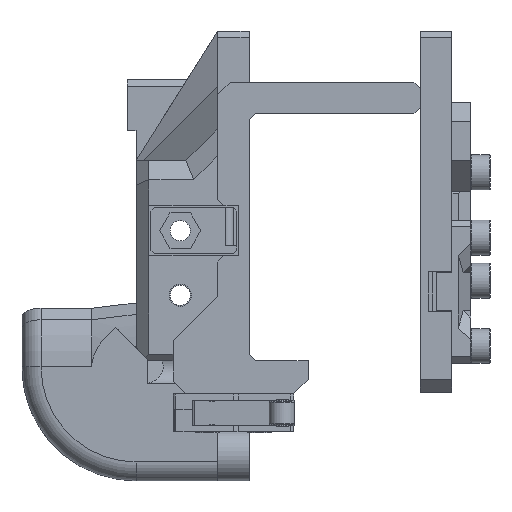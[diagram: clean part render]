
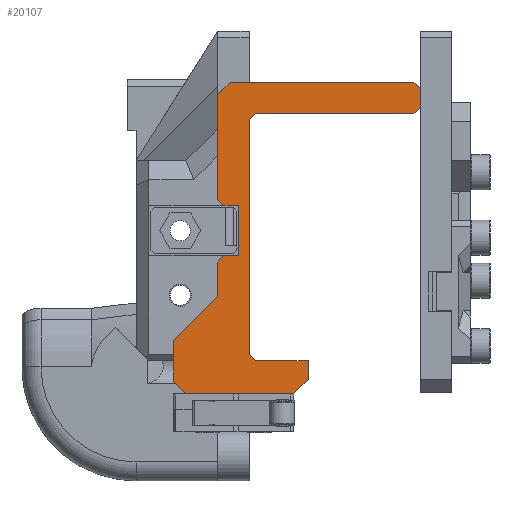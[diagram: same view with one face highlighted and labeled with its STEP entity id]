
A CAD part, left-side view. The second image highlights one B-rep face of the part: STEP entity #20107.
In plain terms, the highlighted planar face has unit normal (-1, 0, 0).
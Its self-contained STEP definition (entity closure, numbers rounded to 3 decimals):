
#950=PLANE('',#21391);
#1913=FACE_OUTER_BOUND('',#3041,.T.);
#3041=EDGE_LOOP('',(#16185,#16186,#16187,#16188,#16189,#16190,#16191,#16192,
#16193,#16194,#16195,#16196,#16197,#16198,#16199,#16200,#16201,#16202,#16203,
#16204,#16205,#16206,#16207));
#4764=LINE('',#31187,#7204);
#4770=LINE('',#31210,#7210);
#4772=LINE('',#31214,#7212);
#4773=LINE('',#31216,#7213);
#4774=LINE('',#31218,#7214);
#4775=LINE('',#31220,#7215);
#4776=LINE('',#31222,#7216);
#4777=LINE('',#31224,#7217);
#4778=LINE('',#31226,#7218);
#4779=LINE('',#31228,#7219);
#4780=LINE('',#31230,#7220);
#4781=LINE('',#31232,#7221);
#4782=LINE('',#31234,#7222);
#4783=LINE('',#31236,#7223);
#4784=LINE('',#31238,#7224);
#4785=LINE('',#31240,#7225);
#4786=LINE('',#31242,#7226);
#4787=LINE('',#31244,#7227);
#4788=LINE('',#31246,#7228);
#4789=LINE('',#31248,#7229);
#4790=LINE('',#31250,#7230);
#4791=LINE('',#31251,#7231);
#4792=LINE('',#31252,#7232);
#7204=VECTOR('',#24296,10.);
#7210=VECTOR('',#24320,10.);
#7212=VECTOR('',#24324,10.);
#7213=VECTOR('',#24325,10.);
#7214=VECTOR('',#24326,10.);
#7215=VECTOR('',#24327,10.);
#7216=VECTOR('',#24328,10.);
#7217=VECTOR('',#24329,10.);
#7218=VECTOR('',#24330,10.);
#7219=VECTOR('',#24331,10.);
#7220=VECTOR('',#24332,10.);
#7221=VECTOR('',#24333,10.);
#7222=VECTOR('',#24334,10.);
#7223=VECTOR('',#24335,10.);
#7224=VECTOR('',#24336,10.);
#7225=VECTOR('',#24337,10.);
#7226=VECTOR('',#24338,10.);
#7227=VECTOR('',#24339,10.);
#7228=VECTOR('',#24340,10.);
#7229=VECTOR('',#24341,10.);
#7230=VECTOR('',#24342,10.);
#7231=VECTOR('',#24343,10.);
#7232=VECTOR('',#24344,10.);
#9700=VERTEX_POINT('',#31181);
#9702=VERTEX_POINT('',#31185);
#9709=VERTEX_POINT('',#31207);
#9710=VERTEX_POINT('',#31209);
#9711=VERTEX_POINT('',#31213);
#9712=VERTEX_POINT('',#31215);
#9713=VERTEX_POINT('',#31217);
#9714=VERTEX_POINT('',#31219);
#9715=VERTEX_POINT('',#31221);
#9716=VERTEX_POINT('',#31223);
#9717=VERTEX_POINT('',#31225);
#9718=VERTEX_POINT('',#31227);
#9719=VERTEX_POINT('',#31229);
#9720=VERTEX_POINT('',#31231);
#9721=VERTEX_POINT('',#31233);
#9722=VERTEX_POINT('',#31235);
#9723=VERTEX_POINT('',#31237);
#9724=VERTEX_POINT('',#31239);
#9725=VERTEX_POINT('',#31241);
#9726=VERTEX_POINT('',#31243);
#9727=VERTEX_POINT('',#31245);
#9728=VERTEX_POINT('',#31247);
#9729=VERTEX_POINT('',#31249);
#12030=EDGE_CURVE('',#9700,#9702,#4764,.T.);
#12040=EDGE_CURVE('',#9710,#9709,#4770,.T.);
#12042=EDGE_CURVE('',#9711,#9709,#4772,.T.);
#12043=EDGE_CURVE('',#9712,#9711,#4773,.T.);
#12044=EDGE_CURVE('',#9712,#9713,#4774,.T.);
#12045=EDGE_CURVE('',#9714,#9713,#4775,.T.);
#12046=EDGE_CURVE('',#9714,#9715,#4776,.T.);
#12047=EDGE_CURVE('',#9716,#9715,#4777,.T.);
#12048=EDGE_CURVE('',#9717,#9716,#4778,.T.);
#12049=EDGE_CURVE('',#9718,#9717,#4779,.T.);
#12050=EDGE_CURVE('',#9719,#9718,#4780,.T.);
#12051=EDGE_CURVE('',#9720,#9719,#4781,.T.);
#12052=EDGE_CURVE('',#9720,#9721,#4782,.T.);
#12053=EDGE_CURVE('',#9722,#9721,#4783,.T.);
#12054=EDGE_CURVE('',#9722,#9723,#4784,.T.);
#12055=EDGE_CURVE('',#9723,#9724,#4785,.T.);
#12056=EDGE_CURVE('',#9724,#9725,#4786,.T.);
#12057=EDGE_CURVE('',#9726,#9725,#4787,.T.);
#12058=EDGE_CURVE('',#9726,#9727,#4788,.T.);
#12059=EDGE_CURVE('',#9728,#9727,#4789,.T.);
#12060=EDGE_CURVE('',#9729,#9728,#4790,.T.);
#12061=EDGE_CURVE('',#9700,#9729,#4791,.T.);
#12062=EDGE_CURVE('',#9702,#9710,#4792,.T.);
#16185=ORIENTED_EDGE('',*,*,#12040,.T.);
#16186=ORIENTED_EDGE('',*,*,#12042,.F.);
#16187=ORIENTED_EDGE('',*,*,#12043,.F.);
#16188=ORIENTED_EDGE('',*,*,#12044,.T.);
#16189=ORIENTED_EDGE('',*,*,#12045,.F.);
#16190=ORIENTED_EDGE('',*,*,#12046,.T.);
#16191=ORIENTED_EDGE('',*,*,#12047,.F.);
#16192=ORIENTED_EDGE('',*,*,#12048,.F.);
#16193=ORIENTED_EDGE('',*,*,#12049,.F.);
#16194=ORIENTED_EDGE('',*,*,#12050,.F.);
#16195=ORIENTED_EDGE('',*,*,#12051,.F.);
#16196=ORIENTED_EDGE('',*,*,#12052,.T.);
#16197=ORIENTED_EDGE('',*,*,#12053,.F.);
#16198=ORIENTED_EDGE('',*,*,#12054,.T.);
#16199=ORIENTED_EDGE('',*,*,#12055,.T.);
#16200=ORIENTED_EDGE('',*,*,#12056,.T.);
#16201=ORIENTED_EDGE('',*,*,#12057,.F.);
#16202=ORIENTED_EDGE('',*,*,#12058,.T.);
#16203=ORIENTED_EDGE('',*,*,#12059,.F.);
#16204=ORIENTED_EDGE('',*,*,#12060,.F.);
#16205=ORIENTED_EDGE('',*,*,#12061,.F.);
#16206=ORIENTED_EDGE('',*,*,#12030,.T.);
#16207=ORIENTED_EDGE('',*,*,#12062,.T.);
#20107=ADVANCED_FACE('',(#1913),#950,.T.);
#21391=AXIS2_PLACEMENT_3D('',#31212,#24322,#24323);
#24296=DIRECTION('',(0.,-1.,0.));
#24320=DIRECTION('',(0.,0.,1.));
#24322=DIRECTION('center_axis',(-1.,0.,0.));
#24323=DIRECTION('ref_axis',(0.,-1.,0.));
#24324=DIRECTION('',(0.,-1.,0.));
#24325=DIRECTION('',(0.,-0.707,-0.707));
#24326=DIRECTION('',(0.,0.,1.));
#24327=DIRECTION('',(0.,0.707,-0.707));
#24328=DIRECTION('',(0.,-1.,0.));
#24329=DIRECTION('',(0.,0.707,-0.707));
#24330=DIRECTION('',(0.,0.,-1.));
#24331=DIRECTION('',(0.,-0.707,-0.707));
#24332=DIRECTION('',(0.,-1.,0.));
#24333=DIRECTION('',(0.,-0.707,0.707));
#24334=DIRECTION('',(0.,0.,-1.));
#24335=DIRECTION('',(0.,0.707,0.707));
#24336=DIRECTION('',(0.,-1.,0.));
#24337=DIRECTION('',(0.,0.,-1.));
#24338=DIRECTION('',(0.,1.,0.));
#24339=DIRECTION('',(0.,-0.707,0.707));
#24340=DIRECTION('',(0.,0.,-1.));
#24341=DIRECTION('',(0.,-0.707,0.707));
#24342=DIRECTION('',(0.,0.,1.));
#24343=DIRECTION('',(0.,0.707,0.707));
#24344=DIRECTION('',(0.,-0.707,0.707));
#31181=CARTESIAN_POINT('',(-22.05,23.463,-44.262));
#31185=CARTESIAN_POINT('',(-22.05,6.463,-44.262));
#31187=CARTESIAN_POINT('',(-22.05,25.463,-44.262));
#31207=CARTESIAN_POINT('',(-22.05,4.201,-39.));
#31209=CARTESIAN_POINT('',(-22.05,4.201,-42.));
#31210=CARTESIAN_POINT('',(-22.05,4.201,-29.066));
#31212=CARTESIAN_POINT('Origin',(-22.05,5.425,-16.131));
#31213=CARTESIAN_POINT('',(-22.05,12.5,-39.));
#31214=CARTESIAN_POINT('',(-22.05,18.5,-39.));
#31215=CARTESIAN_POINT('',(-22.05,13.5,-38.));
#31216=CARTESIAN_POINT('',(-22.05,16.698,-34.802));
#31217=CARTESIAN_POINT('',(-22.05,13.5,-1.));
#31218=CARTESIAN_POINT('',(-22.05,13.5,-39.));
#31219=CARTESIAN_POINT('',(-22.05,12.5,0.));
#31220=CARTESIAN_POINT('',(-22.05,15.014,-2.514));
#31221=CARTESIAN_POINT('',(-22.05,-12.5,0.));
#31222=CARTESIAN_POINT('',(-22.05,18.5,0.));
#31223=CARTESIAN_POINT('',(-22.05,-13.5,1.));
#31224=CARTESIAN_POINT('',(-22.05,-4.236,-8.264));
#31225=CARTESIAN_POINT('',(-22.05,-13.5,3.9));
#31226=CARTESIAN_POINT('',(-22.05,-13.5,12.));
#31227=CARTESIAN_POINT('',(-22.05,-12.5,4.9));
#31228=CARTESIAN_POINT('',(-22.05,-13.527,3.873));
#31229=CARTESIAN_POINT('',(-22.05,16.5,4.9));
#31230=CARTESIAN_POINT('',(-22.05,18.5,4.9));
#31231=CARTESIAN_POINT('',(-22.05,18.5,2.9));
#31232=CARTESIAN_POINT('',(-22.05,19.489,1.911));
#31233=CARTESIAN_POINT('',(-22.05,18.5,-13.55));
#31234=CARTESIAN_POINT('',(-22.05,18.5,4.9));
#31235=CARTESIAN_POINT('',(-22.05,17.5,-14.55));
#31236=CARTESIAN_POINT('',(-22.05,14.336,-17.714));
#31237=CARTESIAN_POINT('',(-22.05,15.15,-14.55));
#31238=CARTESIAN_POINT('',(-22.05,29.35,-14.55));
#31239=CARTESIAN_POINT('',(-22.05,15.15,-22.45));
#31240=CARTESIAN_POINT('',(-22.05,15.15,-14.55));
#31241=CARTESIAN_POINT('',(-22.05,17.5,-22.45));
#31242=CARTESIAN_POINT('',(-22.05,15.15,-22.45));
#31243=CARTESIAN_POINT('',(-22.05,18.5,-23.45));
#31244=CARTESIAN_POINT('',(-22.05,13.152,-18.102));
#31245=CARTESIAN_POINT('',(-22.05,18.5,-28.837));
#31246=CARTESIAN_POINT('',(-22.05,18.5,-6.693));
#31247=CARTESIAN_POINT('',(-22.05,25.463,-35.8));
#31248=CARTESIAN_POINT('',(-22.05,25.463,-35.8));
#31249=CARTESIAN_POINT('',(-22.05,25.463,-42.262));
#31250=CARTESIAN_POINT('',(-22.05,25.463,-44.262));
#31251=CARTESIAN_POINT('',(-22.05,26.486,-41.239));
#31252=CARTESIAN_POINT('',(-22.05,6.463,-44.262));
